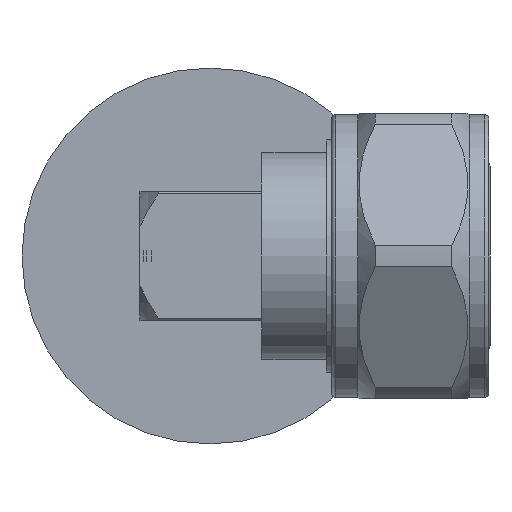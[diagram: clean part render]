
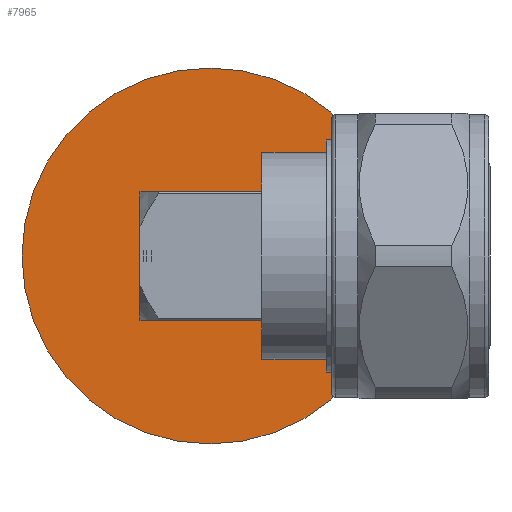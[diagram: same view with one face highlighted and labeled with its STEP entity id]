
A CAD part, left-side view. The second image highlights one B-rep face of the part: STEP entity #7965.
In plain terms, the highlighted planar face has unit normal (-1, 0, 0).
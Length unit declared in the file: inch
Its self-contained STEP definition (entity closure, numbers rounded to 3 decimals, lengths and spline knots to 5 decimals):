
#2 = CARTESIAN_POINT ( 'NONE',  ( 0.34646, 0., 0. ) ) ;
#458 = CARTESIAN_POINT ( 'NONE',  ( 0.34646, 0., -0.17717 ) ) ;
#714 = LINE ( 'NONE', #26452, #57513 ) ;
#937 = EDGE_CURVE ( 'NONE', #67433, #18884, #48036, .T. ) ;
#1478 = EDGE_CURVE ( 'NONE', #30678, #67433, #34904, .T. ) ;
#2234 = ORIENTED_EDGE ( 'NONE', *, *, #14933, .T. ) ;
#2753 = CIRCLE ( 'NONE', #29046, 0.57087 ) ;
#3040 = DIRECTION ( 'NONE',  ( 0., 0., 1. ) ) ;
#3863 = AXIS2_PLACEMENT_3D ( 'NONE', #28642, #9070, #18679 ) ;
#3945 = CIRCLE ( 'NONE', #12658, 0.57087 ) ;
#4112 = ORIENTED_EDGE ( 'NONE', *, *, #58526, .T. ) ;
#4264 = VERTEX_POINT ( 'NONE', #458 ) ;
#4715 = VERTEX_POINT ( 'NONE', #66487 ) ;
#4845 = DIRECTION ( 'NONE',  ( 0., -0.866, 0.5 ) ) ;
#5089 = DIRECTION ( 'NONE',  ( 0., 0., -1. ) ) ;
#5793 = CARTESIAN_POINT ( 'NONE',  ( 0.34646, 0., 0. ) ) ;
#6226 = DIRECTION ( 'NONE',  ( 0., 0., -1. ) ) ;
#6247 = CARTESIAN_POINT ( 'NONE',  ( 0.34646, 0.14903, 0.0958 ) ) ;
#6407 = EDGE_CURVE ( 'NONE', #24495, #4715, #11253, .T. ) ;
#7572 = CARTESIAN_POINT ( 'NONE',  ( 0.34646, 0., 0. ) ) ;
#7965 = ADVANCED_FACE ( 'NONE', ( #49005, #13645 ), #44885, .T. ) ;
#8023 = ORIENTED_EDGE ( 'NONE', *, *, #24128, .T. ) ;
#8033 = CARTESIAN_POINT ( 'NONE',  ( 0.34646, 0., -0.57087 ) ) ;
#8335 = EDGE_CURVE ( 'NONE', #59680, #61713, #35492, .T. ) ;
#8376 = CARTESIAN_POINT ( 'NONE',  ( 0.34646, -0.14903, 0.0958 ) ) ;
#8547 = VERTEX_POINT ( 'NONE', #35277 ) ;
#9070 = DIRECTION ( 'NONE',  ( 1., 0., 0. ) ) ;
#9687 = EDGE_CURVE ( 'NONE', #41474, #4264, #44754, .T. ) ;
#9932 = DIRECTION ( 'NONE',  ( 1., 0., 0. ) ) ;
#10722 = VECTOR ( 'NONE', #31960, 39.37008 ) ;
#11253 = CIRCLE ( 'NONE', #54958, 0.17717 ) ;
#11683 = CARTESIAN_POINT ( 'NONE',  ( 0.34646, -0.15748, 0.09092 ) ) ;
#11720 = AXIS2_PLACEMENT_3D ( 'NONE', #17039, #23195, #48922 ) ;
#12224 = DIRECTION ( 'NONE',  ( 0., 0., -1. ) ) ;
#12518 = LINE ( 'NONE', #34136, #17531 ) ;
#12658 = AXIS2_PLACEMENT_3D ( 'NONE', #22533, #43458, #12224 ) ;
#13645 = FACE_BOUND ( 'NONE', #33344, .T. ) ;
#14933 = EDGE_CURVE ( 'NONE', #4264, #8547, #63302, .T. ) ;
#16511 = CARTESIAN_POINT ( 'NONE',  ( 0.34646, -0.15748, 0.08117 ) ) ;
#17039 = CARTESIAN_POINT ( 'NONE',  ( 0.34646, 0., 0. ) ) ;
#17379 = AXIS2_PLACEMENT_3D ( 'NONE', #32397, #21084, #41685 ) ;
#17531 = VECTOR ( 'NONE', #28314, 39.37008 ) ;
#18387 = CARTESIAN_POINT ( 'NONE',  ( 0.34646, 0.15748, -0.08117 ) ) ;
#18464 = CARTESIAN_POINT ( 'NONE',  ( 0.34646, 0.57087, 0. ) ) ;
#18679 = DIRECTION ( 'NONE',  ( 0., 0., -1. ) ) ;
#18884 = VERTEX_POINT ( 'NONE', #8376 ) ;
#18964 = CARTESIAN_POINT ( 'NONE',  ( 0.34646, 0.15748, 0.08117 ) ) ;
#18978 = VERTEX_POINT ( 'NONE', #8033 ) ;
#20664 = AXIS2_PLACEMENT_3D ( 'NONE', #5793, #9932, #40799 ) ;
#21084 = DIRECTION ( 'NONE',  ( 1., 0., 0. ) ) ;
#21329 = VECTOR ( 'NONE', #23372, 39.37008 ) ;
#21346 = DIRECTION ( 'NONE',  ( 1., 0., 0. ) ) ;
#21453 = VERTEX_POINT ( 'NONE', #16511 ) ;
#22033 = LINE ( 'NONE', #28185, #21329 ) ;
#22344 = CARTESIAN_POINT ( 'NONE',  ( 0.34646, 0., 0. ) ) ;
#22533 = CARTESIAN_POINT ( 'NONE',  ( 0.34646, 0., 0. ) ) ;
#23195 = DIRECTION ( 'NONE',  ( 1., 0., 0. ) ) ;
#23372 = DIRECTION ( 'NONE',  ( 0., 0., 1. ) ) ;
#24128 = EDGE_CURVE ( 'NONE', #42076, #18978, #3945, .T. ) ;
#24495 = VERTEX_POINT ( 'NONE', #56417 ) ;
#25659 = AXIS2_PLACEMENT_3D ( 'NONE', #45898, #40088, #5089 ) ;
#26452 = CARTESIAN_POINT ( 'NONE',  ( 0.34646, 0., 0.18184 ) ) ;
#27836 = DIRECTION ( 'NONE',  ( -1., 0., 0. ) ) ;
#28012 = EDGE_CURVE ( 'NONE', #8547, #65291, #66305, .T. ) ;
#28185 = CARTESIAN_POINT ( 'NONE',  ( 0.34646, 0.15748, 0.09092 ) ) ;
#28314 = DIRECTION ( 'NONE',  ( 0., 0.866, -0.5 ) ) ;
#28642 = CARTESIAN_POINT ( 'NONE',  ( 0.34646, 0., 0. ) ) ;
#28878 = CARTESIAN_POINT ( 'NONE',  ( 0.34646, -0.15748, -0.09092 ) ) ;
#29046 = AXIS2_PLACEMENT_3D ( 'NONE', #7572, #27836, #43618 ) ;
#29682 = CARTESIAN_POINT ( 'NONE',  ( 0.34646, 0.15748, -0.09092 ) ) ;
#30678 = VERTEX_POINT ( 'NONE', #43359 ) ;
#31960 = DIRECTION ( 'NONE',  ( 0., -0.866, -0.5 ) ) ;
#32397 = CARTESIAN_POINT ( 'NONE',  ( 0.34646, 0., 0. ) ) ;
#32850 = ORIENTED_EDGE ( 'NONE', *, *, #8335, .T. ) ;
#33112 = ORIENTED_EDGE ( 'NONE', *, *, #9687, .T. ) ;
#33242 = DIRECTION ( 'NONE',  ( -1., 0., 0. ) ) ;
#33344 = EDGE_LOOP ( 'NONE', ( #32850, #4112, #37805, #63393, #57215, #38180, #34300, #55658, #33112, #2234, #48934, #37967, #41713 ) ) ;
#34136 = CARTESIAN_POINT ( 'NONE',  ( 0.34646, 0., -0.18184 ) ) ;
#34300 = ORIENTED_EDGE ( 'NONE', *, *, #6407, .T. ) ;
#34904 = CIRCLE ( 'NONE', #11720, 0.17717 ) ;
#35157 = DIRECTION ( 'NONE',  ( 0., 0.866, 0.5 ) ) ;
#35277 = CARTESIAN_POINT ( 'NONE',  ( 0.34646, 0.00845, -0.17697 ) ) ;
#35492 = CIRCLE ( 'NONE', #25659, 0.17717 ) ;
#37246 = AXIS2_PLACEMENT_3D ( 'NONE', #2, #39541, #66558 ) ;
#37712 = AXIS2_PLACEMENT_3D ( 'NONE', #18464, #33242, #3040 ) ;
#37805 = ORIENTED_EDGE ( 'NONE', *, *, #1478, .T. ) ;
#37967 = ORIENTED_EDGE ( 'NONE', *, *, #57338, .T. ) ;
#38180 = ORIENTED_EDGE ( 'NONE', *, *, #60688, .T. ) ;
#39524 = EDGE_CURVE ( 'NONE', #18884, #21453, #52539, .T. ) ;
#39541 = DIRECTION ( 'NONE',  ( 1., 0., 0. ) ) ;
#40088 = DIRECTION ( 'NONE',  ( 1., 0., 0. ) ) ;
#40799 = DIRECTION ( 'NONE',  ( 0., 0., -1. ) ) ;
#41474 = VERTEX_POINT ( 'NONE', #50299 ) ;
#41685 = DIRECTION ( 'NONE',  ( 0., 0., -1. ) ) ;
#41713 = ORIENTED_EDGE ( 'NONE', *, *, #61495, .T. ) ;
#42076 = VERTEX_POINT ( 'NONE', #53308 ) ;
#43359 = CARTESIAN_POINT ( 'NONE',  ( 0.34646, 0.00845, 0.17697 ) ) ;
#43458 = DIRECTION ( 'NONE',  ( -1., 0., 0. ) ) ;
#43618 = DIRECTION ( 'NONE',  ( 0., 0., -1. ) ) ;
#43647 = LINE ( 'NONE', #28878, #67398 ) ;
#44754 = CIRCLE ( 'NONE', #20664, 0.17717 ) ;
#44885 = PLANE ( 'NONE',  #37712 ) ;
#45189 = ORIENTED_EDGE ( 'NONE', *, *, #62842, .T. ) ;
#45898 = CARTESIAN_POINT ( 'NONE',  ( 0.34646, 0., 0. ) ) ;
#47414 = VECTOR ( 'NONE', #35157, 39.37008 ) ;
#48036 = LINE ( 'NONE', #11683, #10722 ) ;
#48922 = DIRECTION ( 'NONE',  ( 0., 0., -1. ) ) ;
#48934 = ORIENTED_EDGE ( 'NONE', *, *, #28012, .T. ) ;
#49005 = FACE_OUTER_BOUND ( 'NONE', #59425, .T. ) ;
#50299 = CARTESIAN_POINT ( 'NONE',  ( 0.34646, -0.00845, -0.17697 ) ) ;
#51327 = EDGE_CURVE ( 'NONE', #4715, #41474, #12518, .T. ) ;
#52322 = VERTEX_POINT ( 'NONE', #18387 ) ;
#52539 = CIRCLE ( 'NONE', #37246, 0.17717 ) ;
#53308 = CARTESIAN_POINT ( 'NONE',  ( 0.34646, 0., 0.57087 ) ) ;
#54958 = AXIS2_PLACEMENT_3D ( 'NONE', #22344, #21346, #6226 ) ;
#55658 = ORIENTED_EDGE ( 'NONE', *, *, #51327, .T. ) ;
#56417 = CARTESIAN_POINT ( 'NONE',  ( 0.34646, -0.15748, -0.08117 ) ) ;
#57215 = ORIENTED_EDGE ( 'NONE', *, *, #39524, .T. ) ;
#57338 = EDGE_CURVE ( 'NONE', #65291, #52322, #59572, .T. ) ;
#57513 = VECTOR ( 'NONE', #4845, 39.37008 ) ;
#58526 = EDGE_CURVE ( 'NONE', #61713, #30678, #714, .T. ) ;
#59425 = EDGE_LOOP ( 'NONE', ( #45189, #8023 ) ) ;
#59572 = CIRCLE ( 'NONE', #3863, 0.17717 ) ;
#59680 = VERTEX_POINT ( 'NONE', #18964 ) ;
#60272 = CARTESIAN_POINT ( 'NONE',  ( 0.34646, -0.00845, 0.17697 ) ) ;
#60688 = EDGE_CURVE ( 'NONE', #21453, #24495, #43647, .T. ) ;
#61495 = EDGE_CURVE ( 'NONE', #52322, #59680, #22033, .T. ) ;
#61713 = VERTEX_POINT ( 'NONE', #6247 ) ;
#62842 = EDGE_CURVE ( 'NONE', #18978, #42076, #2753, .T. ) ;
#63213 = CARTESIAN_POINT ( 'NONE',  ( 0.34646, 0.14903, -0.0958 ) ) ;
#63302 = CIRCLE ( 'NONE', #17379, 0.17717 ) ;
#63393 = ORIENTED_EDGE ( 'NONE', *, *, #937, .T. ) ;
#64505 = DIRECTION ( 'NONE',  ( 0., 0., -1. ) ) ;
#65291 = VERTEX_POINT ( 'NONE', #63213 ) ;
#66305 = LINE ( 'NONE', #29682, #47414 ) ;
#66487 = CARTESIAN_POINT ( 'NONE',  ( 0.34646, -0.14903, -0.0958 ) ) ;
#66558 = DIRECTION ( 'NONE',  ( 0., 0., -1. ) ) ;
#67398 = VECTOR ( 'NONE', #64505, 39.37008 ) ;
#67433 = VERTEX_POINT ( 'NONE', #60272 ) ;
